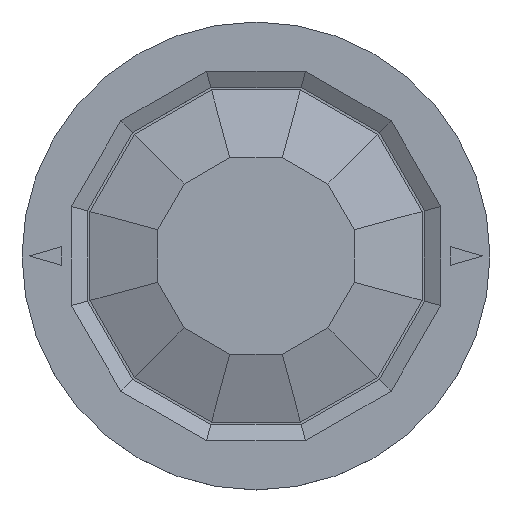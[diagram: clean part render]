
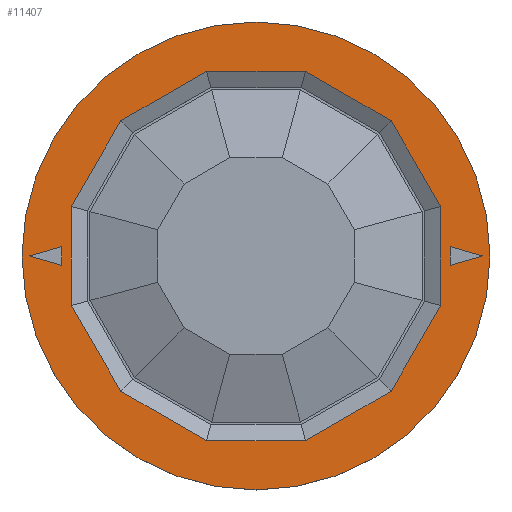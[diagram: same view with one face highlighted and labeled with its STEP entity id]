
A CAD part, top view. The second image highlights one B-rep face of the part: STEP entity #11407.
In plain terms, the highlighted planar face has unit normal (0, 0, 1).
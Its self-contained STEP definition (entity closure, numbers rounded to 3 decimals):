
#220=FACE_BOUND('',#1730,.T.);
#221=FACE_BOUND('',#1731,.T.);
#222=FACE_BOUND('',#1732,.T.);
#416=PLANE('',#12372);
#1007=FACE_OUTER_BOUND('',#1729,.T.);
#1729=EDGE_LOOP('',(#9153));
#1730=EDGE_LOOP('',(#9154,#9155,#9156));
#1731=EDGE_LOOP('',(#9157,#9158,#9159));
#1732=EDGE_LOOP('',(#9160,#9161,#9162,#9163,#9164,#9165,#9166,#9167,#9168,
#9169,#9170,#9171));
#2724=LINE('',#18073,#3950);
#2725=LINE('',#18075,#3951);
#2726=LINE('',#18076,#3952);
#2727=LINE('',#18079,#3953);
#2728=LINE('',#18081,#3954);
#2729=LINE('',#18082,#3955);
#2730=LINE('',#18085,#3956);
#2731=LINE('',#18087,#3957);
#2732=LINE('',#18089,#3958);
#2733=LINE('',#18091,#3959);
#2734=LINE('',#18093,#3960);
#2735=LINE('',#18095,#3961);
#2736=LINE('',#18097,#3962);
#2737=LINE('',#18099,#3963);
#2738=LINE('',#18101,#3964);
#2739=LINE('',#18103,#3965);
#2740=LINE('',#18105,#3966);
#2741=LINE('',#18106,#3967);
#3950=VECTOR('',#14519,10.);
#3951=VECTOR('',#14520,10.);
#3952=VECTOR('',#14521,10.);
#3953=VECTOR('',#14522,10.);
#3954=VECTOR('',#14523,10.);
#3955=VECTOR('',#14524,10.);
#3956=VECTOR('',#14525,10.);
#3957=VECTOR('',#14526,10.);
#3958=VECTOR('',#14527,10.);
#3959=VECTOR('',#14528,10.);
#3960=VECTOR('',#14529,10.);
#3961=VECTOR('',#14530,10.);
#3962=VECTOR('',#14531,10.);
#3963=VECTOR('',#14532,10.);
#3964=VECTOR('',#14533,10.);
#3965=VECTOR('',#14534,10.);
#3966=VECTOR('',#14535,10.);
#3967=VECTOR('',#14536,10.);
#4863=CIRCLE('',#12373,25.);
#5622=VERTEX_POINT('',#18069);
#5623=VERTEX_POINT('',#18071);
#5624=VERTEX_POINT('',#18072);
#5625=VERTEX_POINT('',#18074);
#5626=VERTEX_POINT('',#18077);
#5627=VERTEX_POINT('',#18078);
#5628=VERTEX_POINT('',#18080);
#5629=VERTEX_POINT('',#18083);
#5630=VERTEX_POINT('',#18084);
#5631=VERTEX_POINT('',#18086);
#5632=VERTEX_POINT('',#18088);
#5633=VERTEX_POINT('',#18090);
#5634=VERTEX_POINT('',#18092);
#5635=VERTEX_POINT('',#18094);
#5636=VERTEX_POINT('',#18096);
#5637=VERTEX_POINT('',#18098);
#5638=VERTEX_POINT('',#18100);
#5639=VERTEX_POINT('',#18102);
#5640=VERTEX_POINT('',#18104);
#6917=EDGE_CURVE('',#5622,#5622,#4863,.T.);
#6918=EDGE_CURVE('',#5623,#5624,#2724,.T.);
#6919=EDGE_CURVE('',#5624,#5625,#2725,.T.);
#6920=EDGE_CURVE('',#5625,#5623,#2726,.T.);
#6921=EDGE_CURVE('',#5626,#5627,#2727,.T.);
#6922=EDGE_CURVE('',#5627,#5628,#2728,.T.);
#6923=EDGE_CURVE('',#5628,#5626,#2729,.T.);
#6924=EDGE_CURVE('',#5629,#5630,#2730,.T.);
#6925=EDGE_CURVE('',#5630,#5631,#2731,.T.);
#6926=EDGE_CURVE('',#5631,#5632,#2732,.T.);
#6927=EDGE_CURVE('',#5632,#5633,#2733,.T.);
#6928=EDGE_CURVE('',#5633,#5634,#2734,.T.);
#6929=EDGE_CURVE('',#5634,#5635,#2735,.T.);
#6930=EDGE_CURVE('',#5635,#5636,#2736,.T.);
#6931=EDGE_CURVE('',#5636,#5637,#2737,.T.);
#6932=EDGE_CURVE('',#5637,#5638,#2738,.T.);
#6933=EDGE_CURVE('',#5638,#5639,#2739,.T.);
#6934=EDGE_CURVE('',#5639,#5640,#2740,.T.);
#6935=EDGE_CURVE('',#5640,#5629,#2741,.T.);
#9153=ORIENTED_EDGE('',*,*,#6917,.F.);
#9154=ORIENTED_EDGE('',*,*,#6918,.T.);
#9155=ORIENTED_EDGE('',*,*,#6919,.T.);
#9156=ORIENTED_EDGE('',*,*,#6920,.T.);
#9157=ORIENTED_EDGE('',*,*,#6921,.T.);
#9158=ORIENTED_EDGE('',*,*,#6922,.T.);
#9159=ORIENTED_EDGE('',*,*,#6923,.T.);
#9160=ORIENTED_EDGE('',*,*,#6924,.T.);
#9161=ORIENTED_EDGE('',*,*,#6925,.T.);
#9162=ORIENTED_EDGE('',*,*,#6926,.T.);
#9163=ORIENTED_EDGE('',*,*,#6927,.T.);
#9164=ORIENTED_EDGE('',*,*,#6928,.T.);
#9165=ORIENTED_EDGE('',*,*,#6929,.T.);
#9166=ORIENTED_EDGE('',*,*,#6930,.T.);
#9167=ORIENTED_EDGE('',*,*,#6931,.T.);
#9168=ORIENTED_EDGE('',*,*,#6932,.T.);
#9169=ORIENTED_EDGE('',*,*,#6933,.T.);
#9170=ORIENTED_EDGE('',*,*,#6934,.T.);
#9171=ORIENTED_EDGE('',*,*,#6935,.T.);
#11407=ADVANCED_FACE('',(#1007,#220,#221,#222),#416,.F.);
#12372=AXIS2_PLACEMENT_3D('',#18068,#14515,#14516);
#12373=AXIS2_PLACEMENT_3D('',#18070,#14517,#14518);
#14515=DIRECTION('center_axis',(0.,0.,-1.));
#14516=DIRECTION('ref_axis',(-1.,0.,0.));
#14517=DIRECTION('center_axis',(0.,0.,-1.));
#14518=DIRECTION('ref_axis',(-1.,0.,0.));
#14519=DIRECTION('',(0.962,-0.275,0.));
#14520=DIRECTION('',(-0.962,-0.275,0.));
#14521=DIRECTION('',(0.,1.,0.));
#14522=DIRECTION('',(-0.962,0.275,0.));
#14523=DIRECTION('',(0.962,0.275,0.));
#14524=DIRECTION('',(0.,-1.,0.));
#14525=DIRECTION('',(-0.5,-0.866,0.));
#14526=DIRECTION('',(-0.866,-0.5,0.));
#14527=DIRECTION('',(-1.,0.,0.));
#14528=DIRECTION('',(-0.866,0.5,0.));
#14529=DIRECTION('',(-0.5,0.866,0.));
#14530=DIRECTION('',(0.,1.,0.));
#14531=DIRECTION('',(0.5,0.866,0.));
#14532=DIRECTION('',(0.866,0.5,0.));
#14533=DIRECTION('',(1.,0.,0.));
#14534=DIRECTION('',(0.866,-0.5,0.));
#14535=DIRECTION('',(0.5,-0.866,0.));
#14536=DIRECTION('',(0.,-1.,0.));
#18068=CARTESIAN_POINT('Origin',(0.,0.,2.5));
#18069=CARTESIAN_POINT('',(25.,0.,2.5));
#18070=CARTESIAN_POINT('Origin',(0.,0.,2.5));
#18071=CARTESIAN_POINT('',(20.732,1.,2.5));
#18072=CARTESIAN_POINT('',(24.232,0.,2.5));
#18073=CARTESIAN_POINT('',(11.28,3.7,2.5));
#18074=CARTESIAN_POINT('',(20.732,-1.,2.5));
#18075=CARTESIAN_POINT('',(13.03,-3.2,2.5));
#18076=CARTESIAN_POINT('',(20.732,-0.5,2.5));
#18077=CARTESIAN_POINT('',(-20.732,-1.,2.5));
#18078=CARTESIAN_POINT('',(-24.232,0.,2.5));
#18079=CARTESIAN_POINT('',(-11.28,-3.7,2.5));
#18080=CARTESIAN_POINT('',(-20.732,1.,2.5));
#18081=CARTESIAN_POINT('',(-13.03,3.2,2.5));
#18082=CARTESIAN_POINT('',(-20.732,0.5,2.5));
#18083=CARTESIAN_POINT('',(19.732,-5.287,2.5));
#18084=CARTESIAN_POINT('',(14.445,-14.445,2.5));
#18085=CARTESIAN_POINT('',(18.294,-7.778,2.5));
#18086=CARTESIAN_POINT('',(5.287,-19.732,2.5));
#18087=CARTESIAN_POINT('',(11.954,-15.883,2.5));
#18088=CARTESIAN_POINT('',(-5.287,-19.732,2.5));
#18089=CARTESIAN_POINT('',(2.412,-19.732,2.5));
#18090=CARTESIAN_POINT('',(-14.445,-14.445,2.5));
#18091=CARTESIAN_POINT('',(-7.778,-18.294,2.5));
#18092=CARTESIAN_POINT('',(-19.732,-5.287,2.5));
#18093=CARTESIAN_POINT('',(-15.883,-11.954,2.5));
#18094=CARTESIAN_POINT('',(-19.732,5.287,2.5));
#18095=CARTESIAN_POINT('',(-19.732,-2.412,2.5));
#18096=CARTESIAN_POINT('',(-14.445,14.445,2.5));
#18097=CARTESIAN_POINT('',(-18.294,7.778,2.5));
#18098=CARTESIAN_POINT('',(-5.287,19.732,2.5));
#18099=CARTESIAN_POINT('',(-11.954,15.883,2.5));
#18100=CARTESIAN_POINT('',(5.287,19.732,2.5));
#18101=CARTESIAN_POINT('',(-2.412,19.732,2.5));
#18102=CARTESIAN_POINT('',(14.445,14.445,2.5));
#18103=CARTESIAN_POINT('',(7.778,18.294,2.5));
#18104=CARTESIAN_POINT('',(19.732,5.287,2.5));
#18105=CARTESIAN_POINT('',(15.883,11.954,2.5));
#18106=CARTESIAN_POINT('',(19.732,2.412,2.5));
